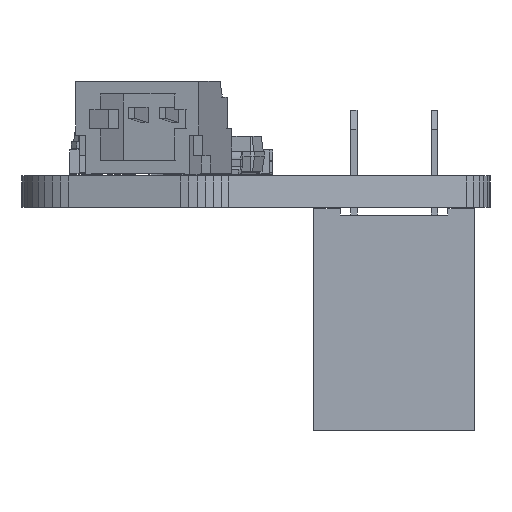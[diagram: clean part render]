
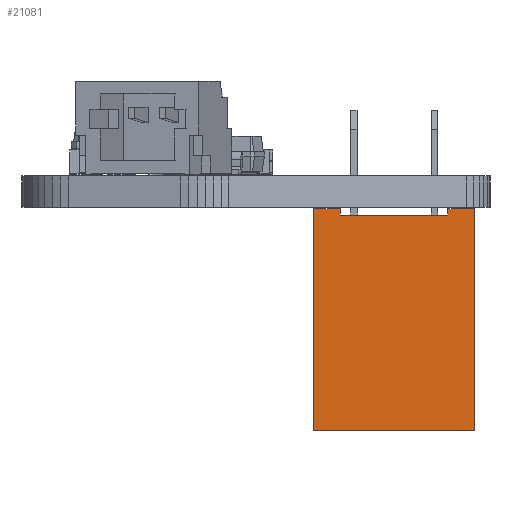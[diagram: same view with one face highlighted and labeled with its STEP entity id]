
A CAD part, left-side view. The second image highlights one B-rep face of the part: STEP entity #21081.
In plain terms, the highlighted face is planar.
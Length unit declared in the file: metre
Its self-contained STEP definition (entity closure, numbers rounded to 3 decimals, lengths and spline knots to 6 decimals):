
#4035=ORIENTED_EDGE('',*,*,#7955,.T.);
#4036=ORIENTED_EDGE('',*,*,#7951,.T.);
#4037=ORIENTED_EDGE('',*,*,#7947,.F.);
#4038=ORIENTED_EDGE('',*,*,#7963,.T.);
#4039=ORIENTED_EDGE('',*,*,#7966,.T.);
#4040=ORIENTED_EDGE('',*,*,#7960,.F.);
#4041=ORIENTED_EDGE('',*,*,#7944,.F.);
#4042=ORIENTED_EDGE('',*,*,#7957,.T.);
#7944=EDGE_CURVE('',#10189,#10190,#12691,.T.);
#7947=EDGE_CURVE('',#10192,#10193,#12694,.T.);
#7951=EDGE_CURVE('',#10196,#10193,#12698,.T.);
#7955=EDGE_CURVE('',#10199,#10196,#12702,.T.);
#7957=EDGE_CURVE('',#10189,#10199,#12704,.T.);
#7960=EDGE_CURVE('',#10190,#10201,#12707,.T.);
#7963=EDGE_CURVE('',#10192,#10202,#12710,.T.);
#7966=EDGE_CURVE('',#10202,#10201,#12713,.T.);
#10189=VERTEX_POINT('',#34776);
#10190=VERTEX_POINT('',#34778);
#10192=VERTEX_POINT('',#34784);
#10193=VERTEX_POINT('',#34785);
#10196=VERTEX_POINT('',#34793);
#10199=VERTEX_POINT('',#34801);
#10201=VERTEX_POINT('',#34810);
#10202=VERTEX_POINT('',#34814);
#12691=LINE('',#34777,#15400);
#12694=LINE('',#34783,#15403);
#12698=LINE('',#34792,#15407);
#12702=LINE('',#34800,#15411);
#12704=LINE('',#34804,#15413);
#12707=LINE('',#34809,#15416);
#12710=LINE('',#34816,#15419);
#12713=LINE('',#34821,#15422);
#15400=VECTOR('',#28975,1.);
#15403=VECTOR('',#28980,1.);
#15407=VECTOR('',#28986,1.);
#15411=VECTOR('',#28992,1.);
#15413=VECTOR('',#28996,1.);
#15416=VECTOR('',#29001,1.);
#15419=VECTOR('',#29006,1.);
#15422=VECTOR('',#29013,1.);
#17090=EDGE_LOOP('',(#4035,#4036,#4037,#4038,#4039,#4040,#4041,#4042));
#18369=FACE_BOUND('',#17090,.T.);
#19568=PLANE('',#25113);
#21081=ADVANCED_FACE('',(#18369),#19568,.F.);
#25113=AXIS2_PLACEMENT_3D('',#34820,#29011,#29012);
#28975=DIRECTION('',(0.,0.,1.));
#28980=DIRECTION('',(0.,0.,1.));
#28986=DIRECTION('',(1.,0.,0.));
#28992=DIRECTION('',(0.,0.,1.));
#28996=DIRECTION('',(1.,0.,0.));
#29001=DIRECTION('',(1.,0.,0.));
#29006=DIRECTION('',(1.,0.,0.));
#29011=DIRECTION('',(0.,1.,0.));
#29012=DIRECTION('',(1.,0.,0.));
#29013=DIRECTION('',(0.,0.,1.));
#34776=CARTESIAN_POINT('',(-0.00381,-0.02921,0.));
#34777=CARTESIAN_POINT('',(-0.00381,-0.02921,0.));
#34778=CARTESIAN_POINT('',(-0.00381,-0.02921,0.007));
#34783=CARTESIAN_POINT('',(0.000423,-0.02921,0.));
#34784=CARTESIAN_POINT('',(0.000423,-0.02921,0.));
#34785=CARTESIAN_POINT('',(0.000423,-0.02921,0.0002));
#34792=CARTESIAN_POINT('',(-0.002963,-0.02921,0.0002));
#34793=CARTESIAN_POINT('',(-0.002963,-0.02921,0.0002));
#34800=CARTESIAN_POINT('',(-0.002963,-0.02921,0.));
#34801=CARTESIAN_POINT('',(-0.002963,-0.02921,0.));
#34804=CARTESIAN_POINT('',(-0.00381,-0.02921,0.));
#34809=CARTESIAN_POINT('',(-0.00381,-0.02921,0.007));
#34810=CARTESIAN_POINT('',(0.00127,-0.02921,0.007));
#34814=CARTESIAN_POINT('',(0.00127,-0.02921,0.));
#34816=CARTESIAN_POINT('',(-0.00381,-0.02921,0.));
#34820=CARTESIAN_POINT('',(-0.00381,-0.02921,0.));
#34821=CARTESIAN_POINT('',(0.00127,-0.02921,0.));
